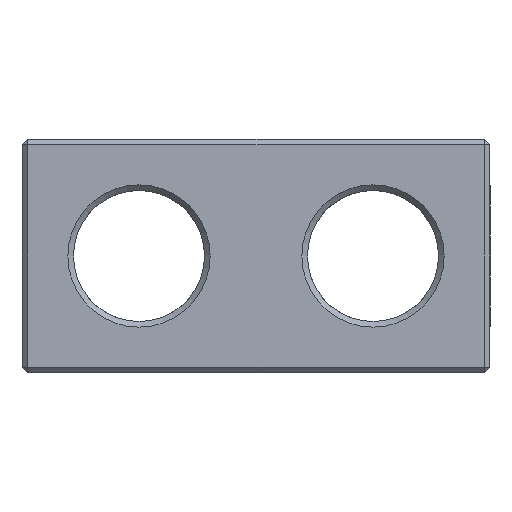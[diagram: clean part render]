
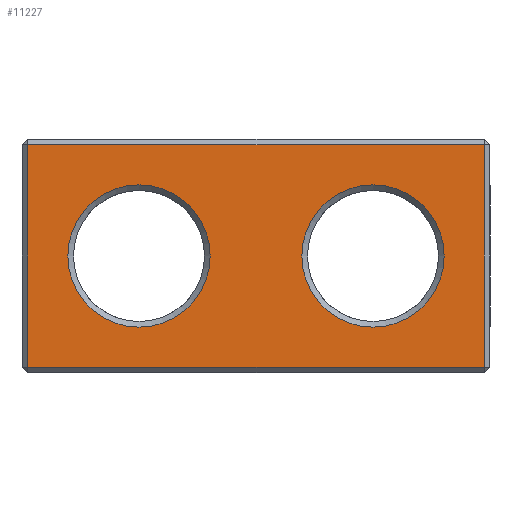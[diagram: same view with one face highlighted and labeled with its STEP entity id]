
A CAD part, left-side view. The second image highlights one B-rep face of the part: STEP entity #11227.
In plain terms, the highlighted planar face has unit normal (-1, 0, 0).
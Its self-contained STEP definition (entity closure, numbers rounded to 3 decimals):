
#1117 = PLANE('',#1118);
#1118 = AXIS2_PLACEMENT_3D('',#1119,#1120,#1121);
#1119 = CARTESIAN_POINT('',(-156.1,18.75,0.15));
#1120 = DIRECTION('',(-0.707,0.,
    -0.707));
#1121 = DIRECTION('',(0.,1.,0.));
#5291 = CONICAL_SURFACE('',#5292,3.5,0.785);
#5292 = AXIS2_PLACEMENT_3D('',#5293,#5294,#5295);
#5293 = CARTESIAN_POINT('',(-155.95,0.,6.25));
#5294 = DIRECTION('',(-1.,-0.,-0.));
#5295 = DIRECTION('',(0.,0.,1.));
#6214 = VERTEX_POINT('',#6215);
#6215 = CARTESIAN_POINT('',(-156.25,18.45,0.3));
#6236 = EDGE_CURVE('',#6214,#6237,#6239,.T.);
#6237 = VERTEX_POINT('',#6238);
#6238 = CARTESIAN_POINT('',(-156.25,-5.95,0.3));
#6239 = SURFACE_CURVE('',#6240,(#6244,#6251),.PCURVE_S1.);
#6240 = LINE('',#6241,#6242);
#6241 = CARTESIAN_POINT('',(-156.25,18.75,0.3));
#6242 = VECTOR('',#6243,1.);
#6243 = DIRECTION('',(0.,-1.,0.));
#6244 = PCURVE('',#1117,#6245);
#6245 = DEFINITIONAL_REPRESENTATION('',(#6246),#6250);
#6246 = LINE('',#6247,#6248);
#6247 = CARTESIAN_POINT('',(0.,-0.212));
#6248 = VECTOR('',#6249,1.);
#6249 = DIRECTION('',(-1.,0.));
#6250 = ( GEOMETRIC_REPRESENTATION_CONTEXT(2) 
PARAMETRIC_REPRESENTATION_CONTEXT() REPRESENTATION_CONTEXT('2D SPACE',''
  ) );
#6251 = PCURVE('',#6252,#6257);
#6252 = PLANE('',#6253);
#6253 = AXIS2_PLACEMENT_3D('',#6254,#6255,#6256);
#6254 = CARTESIAN_POINT('',(-156.25,18.75,0.));
#6255 = DIRECTION('',(1.,0.,0.));
#6256 = DIRECTION('',(0.,-1.,0.));
#6257 = DEFINITIONAL_REPRESENTATION('',(#6258),#6262);
#6258 = LINE('',#6259,#6260);
#6259 = CARTESIAN_POINT('',(0.,-0.3));
#6260 = VECTOR('',#6261,1.);
#6261 = DIRECTION('',(1.,0.));
#6262 = ( GEOMETRIC_REPRESENTATION_CONTEXT(2) 
PARAMETRIC_REPRESENTATION_CONTEXT() REPRESENTATION_CONTEXT('2D SPACE',''
  ) );
#9197 = CONICAL_SURFACE('',#9198,3.5,0.785);
#9198 = AXIS2_PLACEMENT_3D('',#9199,#9200,#9201);
#9199 = CARTESIAN_POINT('',(-155.95,12.5,6.25));
#9200 = DIRECTION('',(-1.,-0.,0.));
#9201 = DIRECTION('',(0.,0.,1.));
#9552 = VERTEX_POINT('',#9553);
#9553 = CARTESIAN_POINT('',(-156.25,0.,10.05)
  );
#9574 = EDGE_CURVE('',#9552,#9552,#9575,.T.);
#9575 = SURFACE_CURVE('',#9576,(#9581,#9588),.PCURVE_S1.);
#9576 = CIRCLE('',#9577,3.8);
#9577 = AXIS2_PLACEMENT_3D('',#9578,#9579,#9580);
#9578 = CARTESIAN_POINT('',(-156.25,0.,6.25));
#9579 = DIRECTION('',(-1.,0.,0.));
#9580 = DIRECTION('',(0.,0.,1.));
#9581 = PCURVE('',#5291,#9582);
#9582 = DEFINITIONAL_REPRESENTATION('',(#9583),#9587);
#9583 = LINE('',#9584,#9585);
#9584 = CARTESIAN_POINT('',(0.,0.3));
#9585 = VECTOR('',#9586,1.);
#9586 = DIRECTION('',(1.,0.));
#9587 = ( GEOMETRIC_REPRESENTATION_CONTEXT(2) 
PARAMETRIC_REPRESENTATION_CONTEXT() REPRESENTATION_CONTEXT('2D SPACE',''
  ) );
#9588 = PCURVE('',#6252,#9589);
#9589 = DEFINITIONAL_REPRESENTATION('',(#9590),#9598);
#9590 = ( BOUNDED_CURVE() B_SPLINE_CURVE(2,(#9591,#9592,#9593,#9594,
#9595,#9596,#9597),.UNSPECIFIED.,.T.,.F.) B_SPLINE_CURVE_WITH_KNOTS((1,2
    ,2,2,2,1),(-2.094,0.,2.094,4.189,
6.283,8.378),.UNSPECIFIED.) CURVE() 
GEOMETRIC_REPRESENTATION_ITEM() RATIONAL_B_SPLINE_CURVE((1.,0.5,1.,0.5,
1.,0.5,1.)) REPRESENTATION_ITEM('') );
#9591 = CARTESIAN_POINT('',(18.75,-10.05));
#9592 = CARTESIAN_POINT('',(12.168,-10.05));
#9593 = CARTESIAN_POINT('',(15.459,-4.35));
#9594 = CARTESIAN_POINT('',(18.75,1.35));
#9595 = CARTESIAN_POINT('',(22.041,-4.35));
#9596 = CARTESIAN_POINT('',(25.332,-10.05));
#9597 = CARTESIAN_POINT('',(18.75,-10.05));
#9598 = ( GEOMETRIC_REPRESENTATION_CONTEXT(2) 
PARAMETRIC_REPRESENTATION_CONTEXT() REPRESENTATION_CONTEXT('2D SPACE',''
  ) );
#9733 = PLANE('',#9734);
#9734 = AXIS2_PLACEMENT_3D('',#9735,#9736,#9737);
#9735 = CARTESIAN_POINT('',(-156.1,18.6,0.));
#9736 = DIRECTION('',(-0.707,0.707,0.));
#9737 = DIRECTION('',(-0.,-0.,-1.));
#10770 = PLANE('',#10771);
#10771 = AXIS2_PLACEMENT_3D('',#10772,#10773,#10774);
#10772 = CARTESIAN_POINT('',(-156.1,-6.1,0.));
#10773 = DIRECTION('',(-0.707,-0.707,0.));
#10774 = DIRECTION('',(-0.,-0.,-1.));
#11227 = ADVANCED_FACE('',(#11228,#11303,#11306),#6252,.F.);
#11228 = FACE_BOUND('',#11229,.F.);
#11229 = EDGE_LOOP('',(#11230,#11260,#11281,#11282));
#11230 = ORIENTED_EDGE('',*,*,#11231,.T.);
#11231 = EDGE_CURVE('',#11232,#11234,#11236,.T.);
#11232 = VERTEX_POINT('',#11233);
#11233 = CARTESIAN_POINT('',(-156.25,18.45,12.2));
#11234 = VERTEX_POINT('',#11235);
#11235 = CARTESIAN_POINT('',(-156.25,-5.95,12.2));
#11236 = SURFACE_CURVE('',#11237,(#11241,#11248),.PCURVE_S1.);
#11237 = LINE('',#11238,#11239);
#11238 = CARTESIAN_POINT('',(-156.25,18.75,12.2));
#11239 = VECTOR('',#11240,1.);
#11240 = DIRECTION('',(0.,-1.,0.));
#11241 = PCURVE('',#6252,#11242);
#11242 = DEFINITIONAL_REPRESENTATION('',(#11243),#11247);
#11243 = LINE('',#11244,#11245);
#11244 = CARTESIAN_POINT('',(0.,-12.2));
#11245 = VECTOR('',#11246,1.);
#11246 = DIRECTION('',(1.,0.));
#11247 = ( GEOMETRIC_REPRESENTATION_CONTEXT(2) 
PARAMETRIC_REPRESENTATION_CONTEXT() REPRESENTATION_CONTEXT('2D SPACE',''
  ) );
#11248 = PCURVE('',#11249,#11254);
#11249 = PLANE('',#11250);
#11250 = AXIS2_PLACEMENT_3D('',#11251,#11252,#11253);
#11251 = CARTESIAN_POINT('',(-156.1,18.75,12.35));
#11252 = DIRECTION('',(0.707,0.,-0.707));
#11253 = DIRECTION('',(0.,1.,0.));
#11254 = DEFINITIONAL_REPRESENTATION('',(#11255),#11259);
#11255 = LINE('',#11256,#11257);
#11256 = CARTESIAN_POINT('',(-0.,-0.212));
#11257 = VECTOR('',#11258,1.);
#11258 = DIRECTION('',(-1.,0.));
#11259 = ( GEOMETRIC_REPRESENTATION_CONTEXT(2) 
PARAMETRIC_REPRESENTATION_CONTEXT() REPRESENTATION_CONTEXT('2D SPACE',''
  ) );
#11260 = ORIENTED_EDGE('',*,*,#11261,.F.);
#11261 = EDGE_CURVE('',#6237,#11234,#11262,.T.);
#11262 = SURFACE_CURVE('',#11263,(#11267,#11274),.PCURVE_S1.);
#11263 = LINE('',#11264,#11265);
#11264 = CARTESIAN_POINT('',(-156.25,-5.95,0.));
#11265 = VECTOR('',#11266,1.);
#11266 = DIRECTION('',(0.,0.,1.));
#11267 = PCURVE('',#6252,#11268);
#11268 = DEFINITIONAL_REPRESENTATION('',(#11269),#11273);
#11269 = LINE('',#11270,#11271);
#11270 = CARTESIAN_POINT('',(24.7,0.));
#11271 = VECTOR('',#11272,1.);
#11272 = DIRECTION('',(0.,-1.));
#11273 = ( GEOMETRIC_REPRESENTATION_CONTEXT(2) 
PARAMETRIC_REPRESENTATION_CONTEXT() REPRESENTATION_CONTEXT('2D SPACE',''
  ) );
#11274 = PCURVE('',#10770,#11275);
#11275 = DEFINITIONAL_REPRESENTATION('',(#11276),#11280);
#11276 = LINE('',#11277,#11278);
#11277 = CARTESIAN_POINT('',(-0.,-0.212));
#11278 = VECTOR('',#11279,1.);
#11279 = DIRECTION('',(-1.,0.));
#11280 = ( GEOMETRIC_REPRESENTATION_CONTEXT(2) 
PARAMETRIC_REPRESENTATION_CONTEXT() REPRESENTATION_CONTEXT('2D SPACE',''
  ) );
#11281 = ORIENTED_EDGE('',*,*,#6236,.F.);
#11282 = ORIENTED_EDGE('',*,*,#11283,.T.);
#11283 = EDGE_CURVE('',#6214,#11232,#11284,.T.);
#11284 = SURFACE_CURVE('',#11285,(#11289,#11296),.PCURVE_S1.);
#11285 = LINE('',#11286,#11287);
#11286 = CARTESIAN_POINT('',(-156.25,18.45,0.));
#11287 = VECTOR('',#11288,1.);
#11288 = DIRECTION('',(0.,0.,1.));
#11289 = PCURVE('',#6252,#11290);
#11290 = DEFINITIONAL_REPRESENTATION('',(#11291),#11295);
#11291 = LINE('',#11292,#11293);
#11292 = CARTESIAN_POINT('',(0.3,0.));
#11293 = VECTOR('',#11294,1.);
#11294 = DIRECTION('',(0.,-1.));
#11295 = ( GEOMETRIC_REPRESENTATION_CONTEXT(2) 
PARAMETRIC_REPRESENTATION_CONTEXT() REPRESENTATION_CONTEXT('2D SPACE',''
  ) );
#11296 = PCURVE('',#9733,#11297);
#11297 = DEFINITIONAL_REPRESENTATION('',(#11298),#11302);
#11298 = LINE('',#11299,#11300);
#11299 = CARTESIAN_POINT('',(-0.,0.212));
#11300 = VECTOR('',#11301,1.);
#11301 = DIRECTION('',(-1.,0.));
#11302 = ( GEOMETRIC_REPRESENTATION_CONTEXT(2) 
PARAMETRIC_REPRESENTATION_CONTEXT() REPRESENTATION_CONTEXT('2D SPACE',''
  ) );
#11303 = FACE_BOUND('',#11304,.F.);
#11304 = EDGE_LOOP('',(#11305));
#11305 = ORIENTED_EDGE('',*,*,#9574,.T.);
#11306 = FACE_BOUND('',#11307,.F.);
#11307 = EDGE_LOOP('',(#11308));
#11308 = ORIENTED_EDGE('',*,*,#11309,.T.);
#11309 = EDGE_CURVE('',#11310,#11310,#11312,.T.);
#11310 = VERTEX_POINT('',#11311);
#11311 = CARTESIAN_POINT('',(-156.25,12.5,10.05));
#11312 = SURFACE_CURVE('',#11313,(#11318,#11329),.PCURVE_S1.);
#11313 = CIRCLE('',#11314,3.8);
#11314 = AXIS2_PLACEMENT_3D('',#11315,#11316,#11317);
#11315 = CARTESIAN_POINT('',(-156.25,12.5,6.25));
#11316 = DIRECTION('',(-1.,0.,0.));
#11317 = DIRECTION('',(0.,0.,1.));
#11318 = PCURVE('',#6252,#11319);
#11319 = DEFINITIONAL_REPRESENTATION('',(#11320),#11328);
#11320 = ( BOUNDED_CURVE() B_SPLINE_CURVE(2,(#11321,#11322,#11323,#11324
    ,#11325,#11326,#11327),.UNSPECIFIED.,.T.,.F.) 
B_SPLINE_CURVE_WITH_KNOTS((1,2,2,2,2,1),(-2.094,0.,
    2.094,4.189,6.283,8.378),
.UNSPECIFIED.) CURVE() GEOMETRIC_REPRESENTATION_ITEM() 
RATIONAL_B_SPLINE_CURVE((1.,0.5,1.,0.5,1.,0.5,1.)) REPRESENTATION_ITEM(
  '') );
#11321 = CARTESIAN_POINT('',(6.25,-10.05));
#11322 = CARTESIAN_POINT('',(-0.332,-10.05));
#11323 = CARTESIAN_POINT('',(2.959,-4.35));
#11324 = CARTESIAN_POINT('',(6.25,1.35));
#11325 = CARTESIAN_POINT('',(9.541,-4.35));
#11326 = CARTESIAN_POINT('',(12.832,-10.05));
#11327 = CARTESIAN_POINT('',(6.25,-10.05));
#11328 = ( GEOMETRIC_REPRESENTATION_CONTEXT(2) 
PARAMETRIC_REPRESENTATION_CONTEXT() REPRESENTATION_CONTEXT('2D SPACE',''
  ) );
#11329 = PCURVE('',#9197,#11330);
#11330 = DEFINITIONAL_REPRESENTATION('',(#11331),#11335);
#11331 = LINE('',#11332,#11333);
#11332 = CARTESIAN_POINT('',(0.,0.3));
#11333 = VECTOR('',#11334,1.);
#11334 = DIRECTION('',(1.,0.));
#11335 = ( GEOMETRIC_REPRESENTATION_CONTEXT(2) 
PARAMETRIC_REPRESENTATION_CONTEXT() REPRESENTATION_CONTEXT('2D SPACE',''
  ) );
